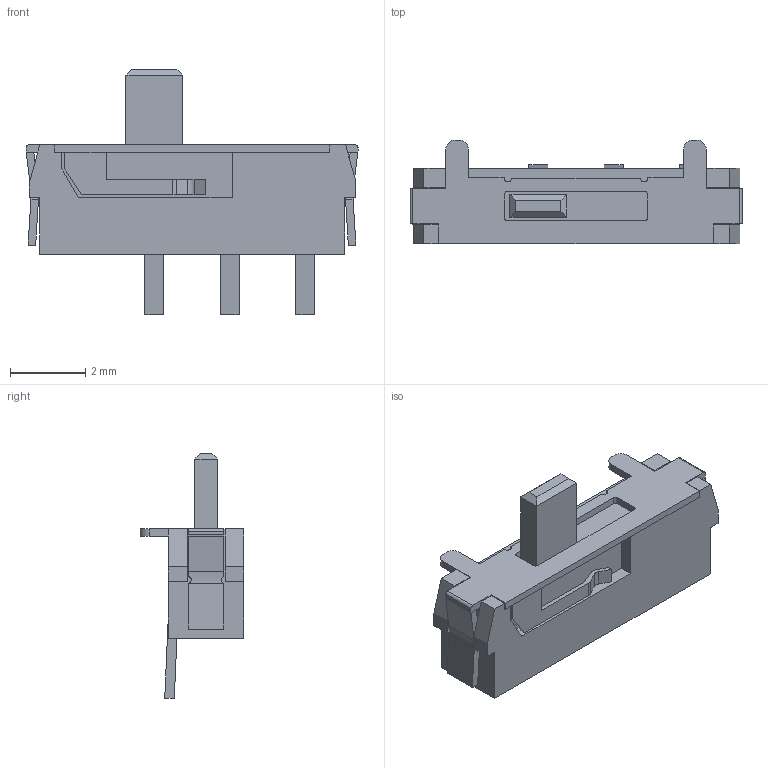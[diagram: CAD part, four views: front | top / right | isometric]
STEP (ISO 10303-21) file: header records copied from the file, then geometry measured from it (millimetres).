
FILE_DESCRIPTION(/* description */ ('Unknown'),/* implementation_level */ '2;1');
FILE_NAME(/* name */ 'SLW-88229-2-SMT-TR',/* time_stamp */ '2024-04-01T10:39:19+02:00',/* author */ ('Unknown'),/* organization */ ('Unknown'),/* preprocessor_version */ 'ST-DEVELOPER v18.102',/* originating_system */ 'Solid Edge',/* authorisation */ 'Unknown');
FILE_SCHEMA (('AUTOMOTIVE_DESIGN {1 0 10303 214 3 1 1}'));
Length unit declared in the file: millimetre
Products named in the file (1): SLW-88229-2-SMT-TR
Bounding box: 8.8 x 2.75 x 6.5 mm (x, y, z)
Volume: 48.7 mm3; surface area: 137.3 mm2
Topology: 1 solids, 1 shells, 166 faces, 460 edges, 298 vertices
Faces by surface type: plane 130, cylinder 36
Entity records: 6431 total; most frequent: CARTESIAN_POINT 1009, ORIENTED_EDGE 920, DIRECTION 826, EDGE_CURVE 460, LINE 372, VECTOR 372, VERTEX_POINT 298, AXIS2_PLACEMENT_3D 227
